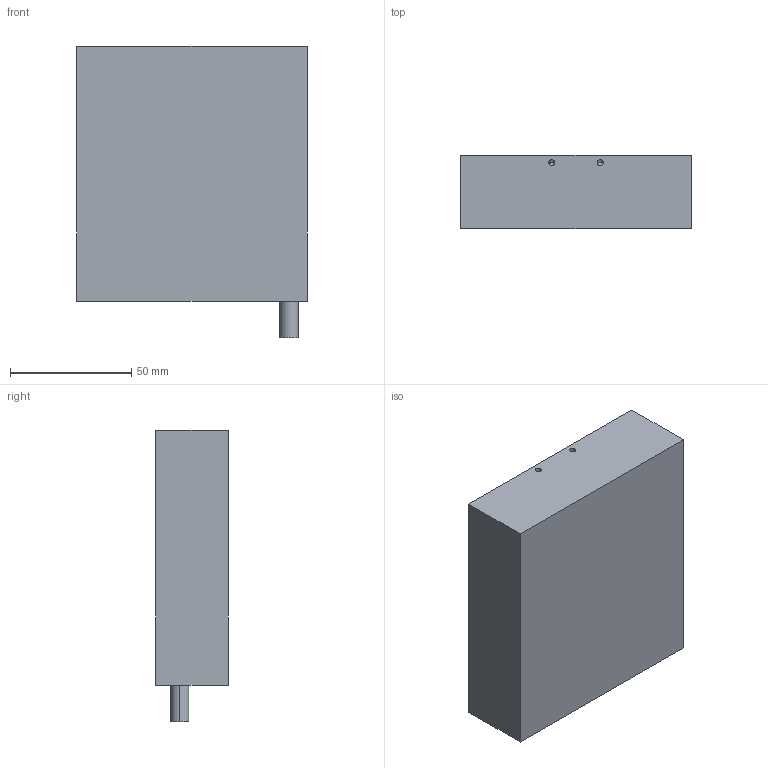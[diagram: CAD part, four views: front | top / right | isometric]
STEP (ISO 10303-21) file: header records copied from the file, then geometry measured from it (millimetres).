
FILE_DESCRIPTION (( 'STEP AP214' ), '1' );
FILE_NAME ('ZW3-H75-1µç»ú.STEP', '2021-12-03T06:32:16', ( 'China' ), ( 'P R C' ), 'SwSTEP 2.0', 'SolidWorks 2020', '' );
FILE_SCHEMA (( 'AUTOMOTIVE_DESIGN' ));
Length unit declared in the file: millimetre
Products named in the file (1): ZW3-H75-1萇儂
Bounding box: 95 x 30 x 120 mm (x, y, z)
Volume: 298694.8 mm3; surface area: 33537.9 mm2
Topology: 1 solids, 1 shells, 49 faces, 118 edges, 62 vertices
Faces by surface type: cylinder 22, cone 20, plane 7
Entity records: 1530 total; most frequent: DIRECTION 242, CARTESIAN_POINT 210, ORIENTED_EDGE 196, EDGE_CURVE 98, AXIS2_PLACEMENT_3D 94, VERTEX_POINT 62, EDGE_LOOP 60, VECTOR 54
